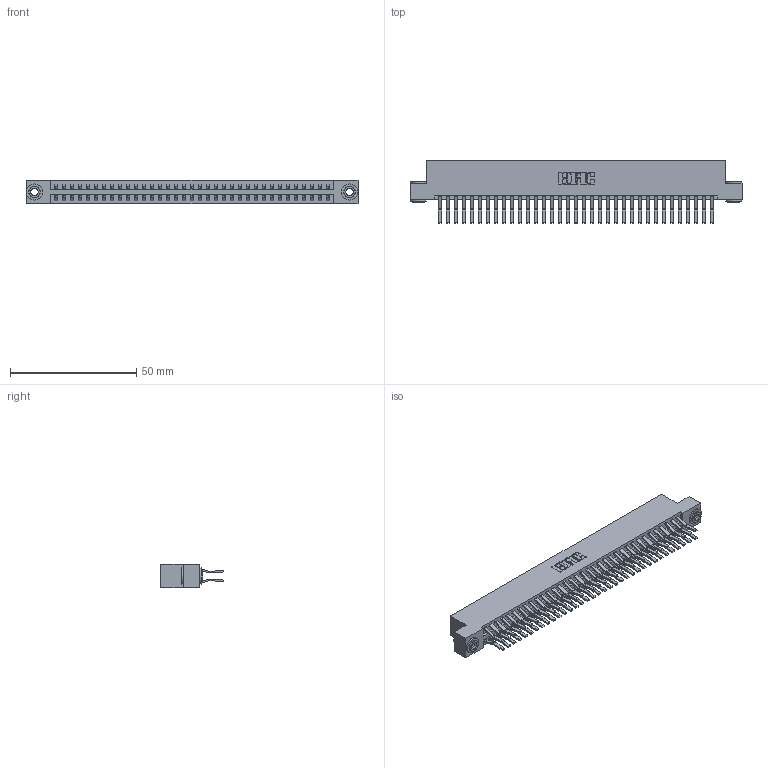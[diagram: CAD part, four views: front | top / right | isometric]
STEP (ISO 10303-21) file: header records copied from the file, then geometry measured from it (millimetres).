
FILE_DESCRIPTION (( 'STEP AP203' ), '1' );
FILE_NAME ('346-070-560-203.STEP', '2022-05-24T22:40:18', ( '' ), ( '' ), 'SwSTEP 2.0', 'SolidWorks 2020', '' );
FILE_SCHEMA (( 'CONFIG_CONTROL_DESIGN' ));
Length unit declared in the file: inch
Products named in the file (4): 346 Part_Flush Mounting Lugs - 0.156 Dia-TH; 345-250-002_345-250-002-102; 345-292-001_560 Tail; 346-070-560-203
Assembly tree (73 placements, depth 2):
  346-070-560-203
    346 Part_Flush Mounting Lugs - 0.156 Dia-TH
    345-292-001_560 Tail  x70
    345-250-002_345-250-002-102  x2
Bounding box: 131.7 x 24.78 x 9.4 mm (x, y, z)
Volume: 13248 mm3; surface area: 19573.1 mm2
Topology: 73 solids, 73 shells, 3954 faces, 11711 edges, 7710 vertices
Faces by surface type: plane 2550, cylinder 1396, cone 8
Entity records: 24938 total; most frequent: CARTESIAN_POINT 4101, ORIENTED_EDGE 4026, DIRECTION 3699, EDGE_CURVE 2013, VECTOR 1713, LINE 1713, VERTEX_POINT 1338, AXIS2_PLACEMENT_3D 993
